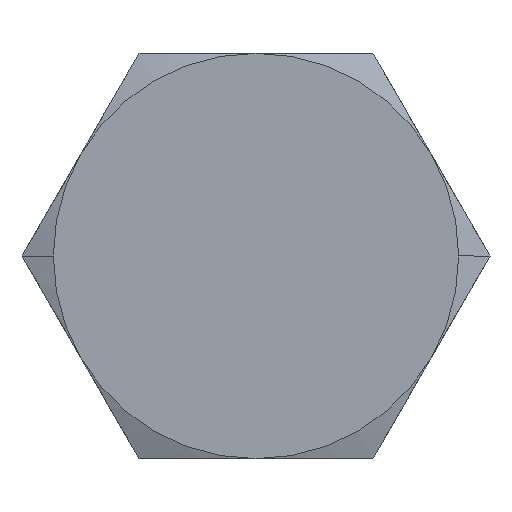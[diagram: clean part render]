
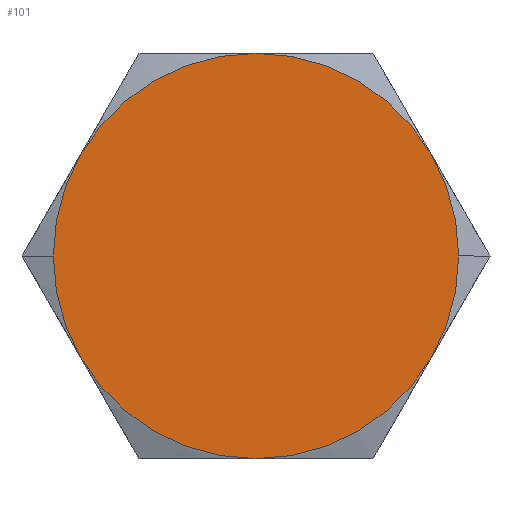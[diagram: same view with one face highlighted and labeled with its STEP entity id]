
A CAD part, left-side view. The second image highlights one B-rep face of the part: STEP entity #101.
In plain terms, the highlighted planar face has unit normal (-1, 0, 0).
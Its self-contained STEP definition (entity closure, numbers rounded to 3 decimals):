
#101=ADVANCED_FACE('',(#198),#199,.T.);
#198=FACE_OUTER_BOUND('',#286,.T.);
#199=PLANE('',#287);
#286=EDGE_LOOP('',(#495,#496,#497,#498,#499,#500,#501,#502));
#287=AXIS2_PLACEMENT_3D('',#503,#504,#505);
#495=ORIENTED_EDGE('',*,*,#574,.T.);
#496=ORIENTED_EDGE('',*,*,#530,.T.);
#497=ORIENTED_EDGE('',*,*,#564,.T.);
#498=ORIENTED_EDGE('',*,*,#566,.T.);
#499=ORIENTED_EDGE('',*,*,#533,.T.);
#500=ORIENTED_EDGE('',*,*,#568,.T.);
#501=ORIENTED_EDGE('',*,*,#570,.T.);
#502=ORIENTED_EDGE('',*,*,#572,.T.);
#503=CARTESIAN_POINT('',(-6.4,4.25,0.));
#504=DIRECTION('',(-1.0,0.0,0.0));
#505=DIRECTION('',(0.0,0.0,1.0));
#530=EDGE_CURVE('',#626,#628,#630,.T.);
#533=EDGE_CURVE('',#635,#632,#636,.T.);
#564=EDGE_CURVE('',#628,#657,#681,.T.);
#566=EDGE_CURVE('',#657,#635,#683,.T.);
#568=EDGE_CURVE('',#632,#644,#685,.T.);
#570=EDGE_CURVE('',#644,#672,#687,.T.);
#572=EDGE_CURVE('',#672,#677,#689,.T.);
#574=EDGE_CURVE('',#677,#626,#691,.T.);
#626=VERTEX_POINT('',#749);
#628=VERTEX_POINT('',#752);
#630=CIRCLE('',#763,8.5);
#632=VERTEX_POINT('',#765);
#635=VERTEX_POINT('',#769);
#636=CIRCLE('',#770,8.5);
#644=VERTEX_POINT('',#789);
#657=VERTEX_POINT('',#833);
#672=VERTEX_POINT('',#880);
#677=VERTEX_POINT('',#904);
#681=CIRCLE('',#926,8.5);
#683=CIRCLE('',#928,8.5);
#685=CIRCLE('',#930,8.5);
#687=CIRCLE('',#932,8.5);
#689=CIRCLE('',#934,8.5);
#691=CIRCLE('',#936,8.5);
#749=CARTESIAN_POINT('',(-6.4,8.5,0.));
#752=CARTESIAN_POINT('',(-6.4,7.361,-4.25));
#763=AXIS2_PLACEMENT_3D('',#989,#990,#991);
#765=CARTESIAN_POINT('',(-6.4,-8.5,0.));
#769=CARTESIAN_POINT('',(-6.4,-7.361,-4.25));
#770=AXIS2_PLACEMENT_3D('',#993,#994,#995);
#789=CARTESIAN_POINT('',(-6.4,-7.361,4.25));
#833=CARTESIAN_POINT('',(-6.4,0.0,-8.5));
#880=CARTESIAN_POINT('',(-6.4,0.0,8.5));
#904=CARTESIAN_POINT('',(-6.4,7.361,4.25));
#926=AXIS2_PLACEMENT_3D('',#1008,#1009,#1010);
#928=AXIS2_PLACEMENT_3D('',#1011,#1012,#1013);
#930=AXIS2_PLACEMENT_3D('',#1014,#1015,#1016);
#932=AXIS2_PLACEMENT_3D('',#1017,#1018,#1019);
#934=AXIS2_PLACEMENT_3D('',#1020,#1021,#1022);
#936=AXIS2_PLACEMENT_3D('',#1023,#1024,#1025);
#989=CARTESIAN_POINT('',(-6.4,0.0,0.0));
#990=DIRECTION('',(-1.0,0.0,0.0));
#991=DIRECTION('',(0.0,1.0,0.));
#993=CARTESIAN_POINT('',(-6.4,0.0,0.0));
#994=DIRECTION('',(-1.0,0.0,0.0));
#995=DIRECTION('',(0.0,1.0,0.));
#1008=CARTESIAN_POINT('',(-6.4,0.0,0.0));
#1009=DIRECTION('',(-1.0,0.0,0.0));
#1010=DIRECTION('',(0.0,1.0,0.));
#1011=CARTESIAN_POINT('',(-6.4,0.0,0.0));
#1012=DIRECTION('',(-1.0,0.0,0.0));
#1013=DIRECTION('',(0.0,1.0,0.));
#1014=CARTESIAN_POINT('',(-6.4,0.0,0.0));
#1015=DIRECTION('',(-1.0,0.0,0.0));
#1016=DIRECTION('',(0.0,1.0,0.));
#1017=CARTESIAN_POINT('',(-6.4,0.0,0.0));
#1018=DIRECTION('',(-1.0,0.0,0.0));
#1019=DIRECTION('',(0.0,1.0,0.));
#1020=CARTESIAN_POINT('',(-6.4,0.0,0.0));
#1021=DIRECTION('',(-1.0,0.0,0.0));
#1022=DIRECTION('',(0.0,1.0,0.));
#1023=CARTESIAN_POINT('',(-6.4,0.0,0.0));
#1024=DIRECTION('',(-1.0,0.0,0.0));
#1025=DIRECTION('',(0.0,1.0,0.));
